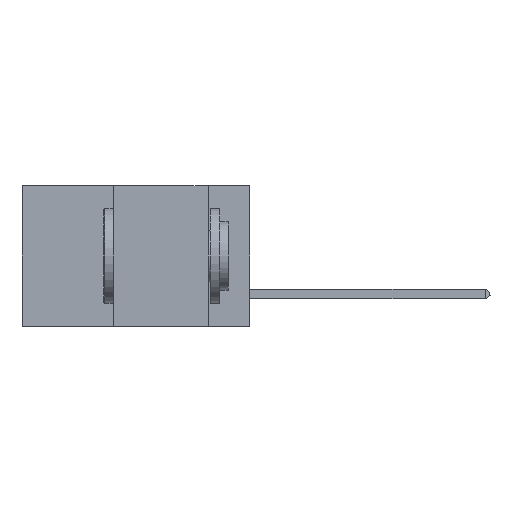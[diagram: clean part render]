
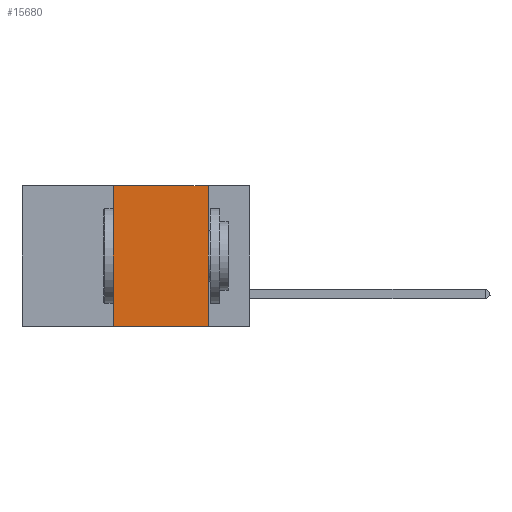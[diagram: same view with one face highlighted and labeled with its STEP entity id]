
A CAD part, left-side view. The second image highlights one B-rep face of the part: STEP entity #15680.
In plain terms, the highlighted planar face has unit normal (-1, 0, 0).
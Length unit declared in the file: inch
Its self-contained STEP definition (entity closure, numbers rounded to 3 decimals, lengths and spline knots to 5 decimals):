
#553 = CARTESIAN_POINT ( 'NONE',  ( 0., 0.36, -0.37 ) ) ;
#662 = CARTESIAN_POINT ( 'NONE',  ( 0., 0.36, 0. ) ) ;
#1788 = PLANE ( 'NONE',  #6363 ) ;
#3113 = DIRECTION ( 'NONE',  ( 0., 0., -1. ) ) ;
#5550 = CARTESIAN_POINT ( 'NONE',  ( 0., 0.6, -0.37 ) ) ;
#5822 = VECTOR ( 'NONE', #6855, 39.37008 ) ;
#5914 = VECTOR ( 'NONE', #10123, 39.37008 ) ;
#6097 = LINE ( 'NONE', #6144, #14305 ) ;
#6144 = CARTESIAN_POINT ( 'NONE',  ( 0., 0.6, 0. ) ) ;
#6363 = AXIS2_PLACEMENT_3D ( 'NONE', #16332, #13864, #3113 ) ;
#6455 = CARTESIAN_POINT ( 'NONE',  ( 0., 0.36, 0. ) ) ;
#6488 = VERTEX_POINT ( 'NONE', #14871 ) ;
#6855 = DIRECTION ( 'NONE',  ( 0., -1., 0. ) ) ;
#7093 = VERTEX_POINT ( 'NONE', #553 ) ;
#7299 = EDGE_CURVE ( 'NONE', #7093, #6488, #11543, .T. ) ;
#8164 = LINE ( 'NONE', #662, #11619 ) ;
#8267 = ORIENTED_EDGE ( 'NONE', *, *, #11021, .F. ) ;
#8429 = CARTESIAN_POINT ( 'NONE',  ( 0., 0.11, 0. ) ) ;
#9052 = ORIENTED_EDGE ( 'NONE', *, *, #7299, .T. ) ;
#9644 = DIRECTION ( 'NONE',  ( 0., 0., 1. ) ) ;
#9981 = VERTEX_POINT ( 'NONE', #6455 ) ;
#10123 = DIRECTION ( 'NONE',  ( 0., 0., -1. ) ) ;
#10479 = EDGE_CURVE ( 'NONE', #14427, #6488, #10636, .T. ) ;
#10636 = LINE ( 'NONE', #8429, #5914 ) ;
#11021 = EDGE_CURVE ( 'NONE', #7093, #9981, #8164, .T. ) ;
#11189 = EDGE_CURVE ( 'NONE', #9981, #14427, #6097, .T. ) ;
#11543 = LINE ( 'NONE', #5550, #5822 ) ;
#11619 = VECTOR ( 'NONE', #9644, 39.37008 ) ;
#12372 = ORIENTED_EDGE ( 'NONE', *, *, #11189, .F. ) ;
#13546 = CARTESIAN_POINT ( 'NONE',  ( 0., 0.11, 0. ) ) ;
#13864 = DIRECTION ( 'NONE',  ( 1., 0., 0. ) ) ;
#14305 = VECTOR ( 'NONE', #15339, 39.37008 ) ;
#14427 = VERTEX_POINT ( 'NONE', #13546 ) ;
#14871 = CARTESIAN_POINT ( 'NONE',  ( 0., 0.11, -0.37 ) ) ;
#14933 = FACE_OUTER_BOUND ( 'NONE', #15961, .T. ) ;
#14952 = ORIENTED_EDGE ( 'NONE', *, *, #10479, .F. ) ;
#15339 = DIRECTION ( 'NONE',  ( 0., -1., 0. ) ) ;
#15680 = ADVANCED_FACE ( 'NONE', ( #14933 ), #1788, .F. ) ;
#15961 = EDGE_LOOP ( 'NONE', ( #14952, #12372, #8267, #9052 ) ) ;
#16332 = CARTESIAN_POINT ( 'NONE',  ( 0., 0.6, 0. ) ) ;
